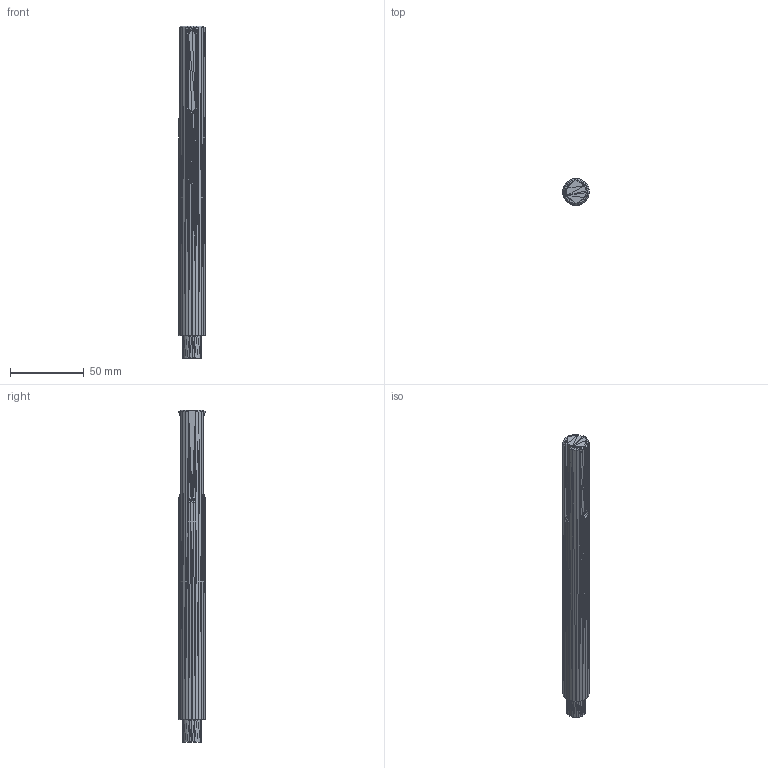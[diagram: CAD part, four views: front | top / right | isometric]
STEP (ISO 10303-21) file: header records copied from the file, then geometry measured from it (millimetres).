
FILE_DESCRIPTION((' Model'),'2;1');
FILE_NAME(' Shape Model','2024-02-19T10:34:55',(''),( ''),' ','','Unknown');
FILE_SCHEMA(('AUTOMOTIVE_DESIGN { 1 0 10303 214 1 1 1 1 }'));
Products named in the file (1):  STEP translator 7.5 1
Bounding box: 18 x 18 x 225 mm (x, y, z)
Surface area: 14017.8 mm2 (no closed solid volume)
Topology: 0 solids, 1 shells, 1314 faces, 1971 edges, 659 vertices
Faces by surface type: plane 1314
Entity records: 49297 total; most frequent: CARTESIAN_POINT 9858, DIRECTION 6572, ORIENTED_EDGE 3942, LINE 3942, VECTOR 3942, PCURVE 3942, DEFINITIONAL_REPRESENTATION 3942, EDGE_CURVE 1971
